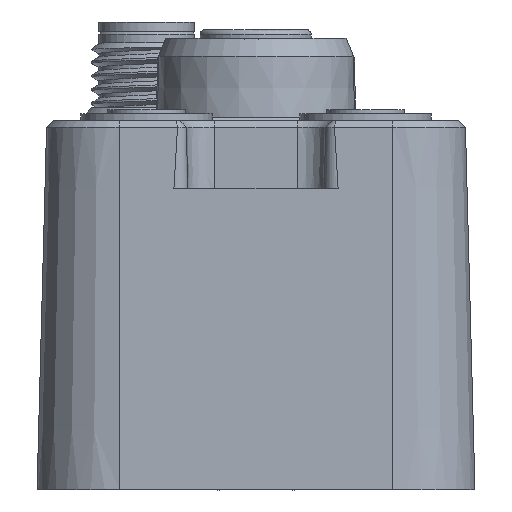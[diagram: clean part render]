
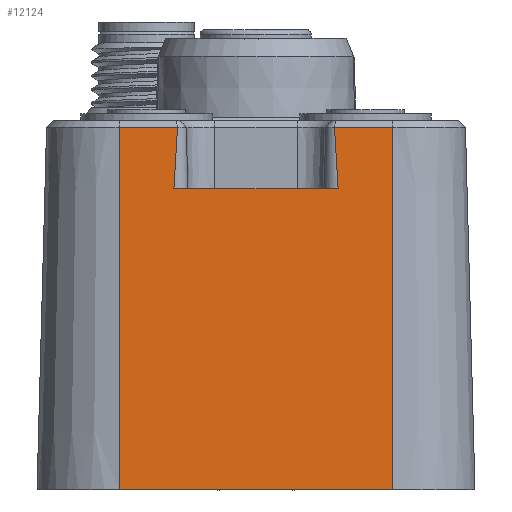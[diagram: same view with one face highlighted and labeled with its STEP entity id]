
A CAD part, front view. The second image highlights one B-rep face of the part: STEP entity #12124.
In plain terms, the highlighted planar face has unit normal (0, -1, 0.026).
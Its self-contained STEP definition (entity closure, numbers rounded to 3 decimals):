
#11172=PLANE('',#43649);
#12124=ADVANCED_FACE('',(#14735),#11172,.T.);
#14735=FACE_OUTER_BOUND('',#16386,.T.);
#16386=EDGE_LOOP('',(#24414,#24415,#24416,#24417,#24418,#24419,#24420,#24421));
#18937=LINE('',#62367,#20888);
#19111=LINE('',#63794,#21062);
#19112=LINE('',#63796,#21063);
#19113=LINE('',#63817,#21064);
#19114=LINE('',#63837,#21065);
#19115=LINE('',#63839,#21066);
#20888=VECTOR('',#47132,1.);
#21062=VECTOR('',#47568,1.);
#21063=VECTOR('',#47569,1.);
#21064=VECTOR('',#47570,1.);
#21065=VECTOR('',#47571,1.);
#21066=VECTOR('',#47572,1.);
#22931=B_SPLINE_CURVE_WITH_KNOTS('',3,(#63798,#63799,#63800,#63801,#63802,
#63803,#63804,#63805,#63806,#63807,#63808,#63809,#63810,#63811,#63812,#63813,
#63814,#63815),.UNSPECIFIED.,.F.,.F.,(4,1,2,2,1,2,2,2,2,4),(0.,0.25,0.375,
0.5,0.625,0.688,0.75,0.875,0.938,1.),.UNSPECIFIED.);
#22932=B_SPLINE_CURVE_WITH_KNOTS('',3,(#63819,#63820,#63821,#63822,#63823,
#63824,#63825,#63826,#63827,#63828,#63829,#63830,#63831,#63832,#63833,#63834,
#63835),.UNSPECIFIED.,.F.,.F.,(4,2,2,2,2,1,2,2,4),(0.,0.063,0.125,0.188,
0.25,0.375,0.438,0.5,1.),.UNSPECIFIED.);
#24414=ORIENTED_EDGE('',*,*,#37380,.T.);
#24415=ORIENTED_EDGE('',*,*,#37381,.T.);
#24416=ORIENTED_EDGE('',*,*,#37382,.T.);
#24417=ORIENTED_EDGE('',*,*,#37383,.F.);
#24418=ORIENTED_EDGE('',*,*,#37384,.T.);
#24419=ORIENTED_EDGE('',*,*,#37385,.T.);
#24420=ORIENTED_EDGE('',*,*,#37386,.T.);
#24421=ORIENTED_EDGE('',*,*,#37060,.F.);
#33754=VERTEX_POINT('',#62366);
#33755=VERTEX_POINT('',#62368);
#34055=VERTEX_POINT('',#63795);
#34056=VERTEX_POINT('',#63797);
#34057=VERTEX_POINT('',#63816);
#34058=VERTEX_POINT('',#63818);
#34059=VERTEX_POINT('',#63836);
#34060=VERTEX_POINT('',#63838);
#37060=EDGE_CURVE('',#33754,#33755,#18937,.T.);
#37380=EDGE_CURVE('',#33754,#34055,#19111,.T.);
#37381=EDGE_CURVE('',#34055,#34056,#19112,.T.);
#37382=EDGE_CURVE('',#34056,#34057,#22931,.T.);
#37383=EDGE_CURVE('',#34058,#34057,#19113,.T.);
#37384=EDGE_CURVE('',#34058,#34059,#22932,.T.);
#37385=EDGE_CURVE('',#34059,#34060,#19114,.T.);
#37386=EDGE_CURVE('',#34060,#33755,#19115,.T.);
#43649=AXIS2_PLACEMENT_3D('',#63840,#47573,#47574);
#47132=DIRECTION('',(-1.,0.,0.));
#47568=DIRECTION('',(0.,0.026,1.));
#47569=DIRECTION('',(-1.,0.,0.));
#47570=DIRECTION('',(1.,0.,0.));
#47571=DIRECTION('',(-1.,0.,0.));
#47572=DIRECTION('',(0.,-0.026,-1.));
#47573=DIRECTION('',(0.,-1.,0.026));
#47574=DIRECTION('',(0.,0.026,1.));
#62366=CARTESIAN_POINT('',(5.,-150.5,-21.4));
#62367=CARTESIAN_POINT('',(-5.,-150.5,-21.4));
#62368=CARTESIAN_POINT('',(-15.,-150.5,-21.4));
#63794=CARTESIAN_POINT('',(5.,-150.5,-21.4));
#63795=CARTESIAN_POINT('',(5.,-149.806,5.1));
#63796=CARTESIAN_POINT('',(0.721,-149.806,5.1));
#63797=CARTESIAN_POINT('',(0.734,-149.806,5.1));
#63798=CARTESIAN_POINT('',(0.734,-149.806,5.1));
#63799=CARTESIAN_POINT('',(0.745,-149.817,4.696));
#63800=CARTESIAN_POINT('',(0.762,-149.832,4.11));
#63801=CARTESIAN_POINT('',(0.781,-149.847,3.556));
#63802=CARTESIAN_POINT('',(0.794,-149.856,3.194));
#63803=CARTESIAN_POINT('',(0.798,-149.859,3.072));
#63804=CARTESIAN_POINT('',(0.816,-149.871,2.611));
#63805=CARTESIAN_POINT('',(0.83,-149.879,2.298));
#63806=CARTESIAN_POINT('',(0.843,-149.886,2.031));
#63807=CARTESIAN_POINT('',(0.853,-149.891,1.864));
#63808=CARTESIAN_POINT('',(0.855,-149.892,1.824));
#63809=CARTESIAN_POINT('',(0.875,-149.901,1.491));
#63810=CARTESIAN_POINT('',(0.89,-149.906,1.295));
#63811=CARTESIAN_POINT('',(0.919,-149.914,0.966));
#63812=CARTESIAN_POINT('',(0.921,-149.915,0.928));
#63813=CARTESIAN_POINT('',(0.96,-149.922,0.672));
#63814=CARTESIAN_POINT('',(0.979,-149.924,0.604));
#63815=CARTESIAN_POINT('',(1.,-149.924,0.6));
#63816=CARTESIAN_POINT('',(1.,-149.924,0.6));
#63817=CARTESIAN_POINT('',(45.,-149.924,0.6));
#63818=CARTESIAN_POINT('',(-11.,-149.924,0.6));
#63819=CARTESIAN_POINT('',(-11.,-149.924,0.6));
#63820=CARTESIAN_POINT('',(-10.978,-149.924,0.604));
#63821=CARTESIAN_POINT('',(-10.96,-149.922,0.671));
#63822=CARTESIAN_POINT('',(-10.917,-149.914,0.965));
#63823=CARTESIAN_POINT('',(-10.912,-149.912,1.041));
#63824=CARTESIAN_POINT('',(-10.897,-149.908,1.227));
#63825=CARTESIAN_POINT('',(-10.889,-149.905,1.318));
#63826=CARTESIAN_POINT('',(-10.875,-149.9,1.51));
#63827=CARTESIAN_POINT('',(-10.866,-149.897,1.641));
#63828=CARTESIAN_POINT('',(-10.853,-149.891,1.858));
#63829=CARTESIAN_POINT('',(-10.839,-149.884,2.108));
#63830=CARTESIAN_POINT('',(-10.825,-149.877,2.406));
#63831=CARTESIAN_POINT('',(-10.816,-149.871,2.616));
#63832=CARTESIAN_POINT('',(-10.811,-149.867,2.755));
#63833=CARTESIAN_POINT('',(-10.78,-149.847,3.537));
#63834=CARTESIAN_POINT('',(-10.755,-149.827,4.29));
#63835=CARTESIAN_POINT('',(-10.734,-149.806,5.1));
#63836=CARTESIAN_POINT('',(-10.734,-149.806,5.1));
#63837=CARTESIAN_POINT('',(-15.,-149.806,5.1));
#63838=CARTESIAN_POINT('',(-15.,-149.806,5.1));
#63839=CARTESIAN_POINT('',(-15.,-150.5,-21.4));
#63840=CARTESIAN_POINT('',(-5.,-150.5,-21.4));
